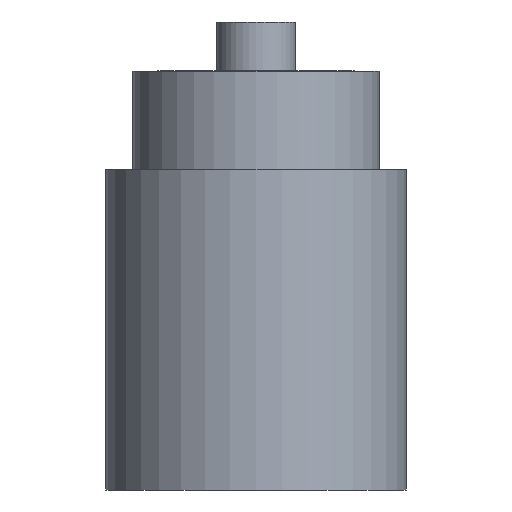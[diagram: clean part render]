
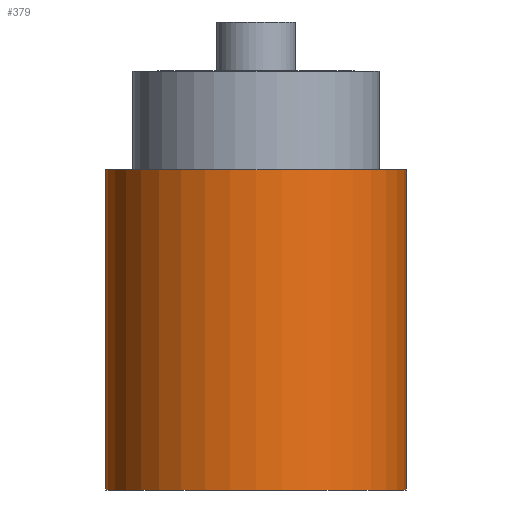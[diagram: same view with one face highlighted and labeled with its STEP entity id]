
A CAD part, front view. The second image highlights one B-rep face of the part: STEP entity #379.
In plain terms, the highlighted cylindrical face has radius 3.05 mm (diameter 6.1 mm), a partial arc.
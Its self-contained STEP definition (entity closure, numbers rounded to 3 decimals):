
#127 = VERTEX_POINT('',#128);
#128 = CARTESIAN_POINT('',(3.05,-7.2,0.));
#160 = VERTEX_POINT('',#161);
#161 = CARTESIAN_POINT('',(-3.05,-7.2,0.));
#167 = EDGE_CURVE('',#160,#127,#168,.T.);
#168 = CIRCLE('',#169,3.05);
#169 = AXIS2_PLACEMENT_3D('',#170,#171,#172);
#170 = CARTESIAN_POINT('',(0.,-7.2,0.));
#171 = DIRECTION('',(0.,0.,1.));
#172 = DIRECTION('',(1.,0.,0.));
#336 = VERTEX_POINT('',#337);
#337 = CARTESIAN_POINT('',(3.05,-7.2,-6.5));
#343 = EDGE_CURVE('',#127,#336,#344,.T.);
#344 = LINE('',#345,#346);
#345 = CARTESIAN_POINT('',(3.05,-7.2,0.));
#346 = VECTOR('',#347,1.);
#347 = DIRECTION('',(-0.,-0.,-1.));
#379 = ADVANCED_FACE('',(#380),#399,.T.);
#380 = FACE_BOUND('',#381,.T.);
#381 = EDGE_LOOP('',(#382,#390,#397,#398));
#382 = ORIENTED_EDGE('',*,*,#383,.T.);
#383 = EDGE_CURVE('',#160,#384,#386,.T.);
#384 = VERTEX_POINT('',#385);
#385 = CARTESIAN_POINT('',(-3.05,-7.2,-6.5));
#386 = LINE('',#387,#388);
#387 = CARTESIAN_POINT('',(-3.05,-7.2,0.));
#388 = VECTOR('',#389,1.);
#389 = DIRECTION('',(-0.,-0.,-1.));
#390 = ORIENTED_EDGE('',*,*,#391,.T.);
#391 = EDGE_CURVE('',#384,#336,#392,.T.);
#392 = CIRCLE('',#393,3.05);
#393 = AXIS2_PLACEMENT_3D('',#394,#395,#396);
#394 = CARTESIAN_POINT('',(0.,-7.2,-6.5));
#395 = DIRECTION('',(0.,0.,1.));
#396 = DIRECTION('',(1.,0.,0.));
#397 = ORIENTED_EDGE('',*,*,#343,.F.);
#398 = ORIENTED_EDGE('',*,*,#167,.F.);
#399 = CYLINDRICAL_SURFACE('',#400,3.05);
#400 = AXIS2_PLACEMENT_3D('',#401,#402,#403);
#401 = CARTESIAN_POINT('',(0.,-7.2,0.));
#402 = DIRECTION('',(0.,0.,1.));
#403 = DIRECTION('',(1.,0.,0.));
